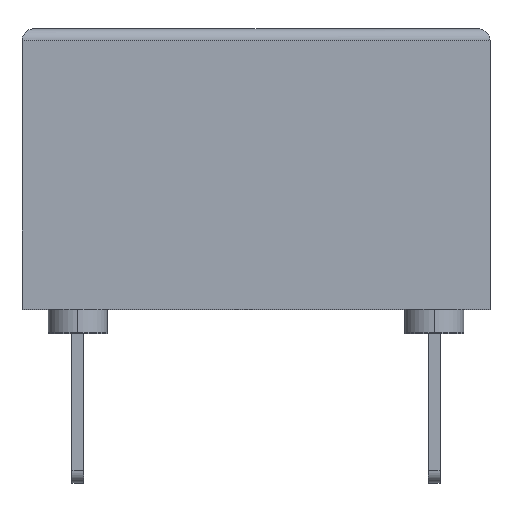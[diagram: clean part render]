
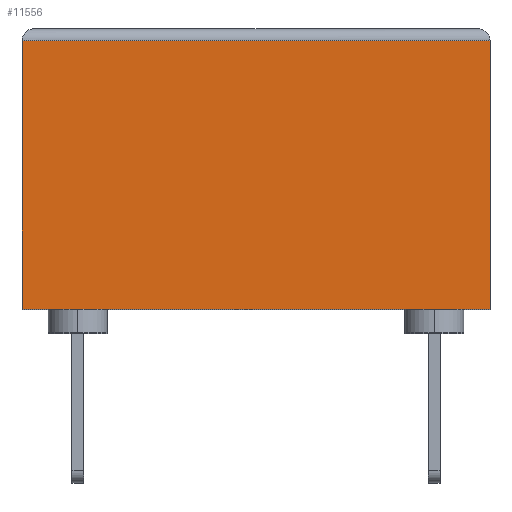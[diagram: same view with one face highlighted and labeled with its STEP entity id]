
A CAD part, top view. The second image highlights one B-rep face of the part: STEP entity #11556.
In plain terms, the highlighted planar face has unit normal (0, 0, 1).
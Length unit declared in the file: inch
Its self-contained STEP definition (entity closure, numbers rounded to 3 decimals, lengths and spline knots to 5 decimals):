
#206 = VECTOR ( 'NONE', #8140, 39.37008 ) ;
#714 = VERTEX_POINT ( 'NONE', #10635 ) ;
#1096 = EDGE_CURVE ( 'NONE', #714, #7937, #5063, .T. ) ;
#1351 = CARTESIAN_POINT ( 'NONE',  ( -0.047, 0.236, 0.297 ) ) ;
#1466 = CARTESIAN_POINT ( 'NONE',  ( 0.347, 0., 0.297 ) ) ;
#2209 = DIRECTION ( 'NONE',  ( 0., -1., 0. ) ) ;
#2341 = CARTESIAN_POINT ( 'NONE',  ( -0.047, 0., 0.297 ) ) ;
#3996 = EDGE_CURVE ( 'NONE', #4335, #714, #7694, .T. ) ;
#4335 = VERTEX_POINT ( 'NONE', #10823 ) ;
#4363 = DIRECTION ( 'NONE',  ( 0., 0., -1. ) ) ;
#4645 = LINE ( 'NONE', #10414, #9629 ) ;
#5063 = LINE ( 'NONE', #14904, #13086 ) ;
#5149 = ORIENTED_EDGE ( 'NONE', *, *, #1096, .T. ) ;
#6022 = EDGE_CURVE ( 'NONE', #7937, #10883, #18597, .T. ) ;
#7682 = PLANE ( 'NONE',  #19770 ) ;
#7694 = LINE ( 'NONE', #8013, #206 ) ;
#7937 = VERTEX_POINT ( 'NONE', #8876 ) ;
#8013 = CARTESIAN_POINT ( 'NONE',  ( -0.047, 0.226, 0.297 ) ) ;
#8140 = DIRECTION ( 'NONE',  ( -1., 0., 0. ) ) ;
#8876 = CARTESIAN_POINT ( 'NONE',  ( -0.047, 0., 0.297 ) ) ;
#9371 = EDGE_LOOP ( 'NONE', ( #12855, #13321, #5149, #16734 ) ) ;
#9629 = VECTOR ( 'NONE', #11962, 39.37008 ) ;
#10414 = CARTESIAN_POINT ( 'NONE',  ( 0.347, 0.236, 0.297 ) ) ;
#10635 = CARTESIAN_POINT ( 'NONE',  ( -0.047, 0.226, 0.297 ) ) ;
#10823 = CARTESIAN_POINT ( 'NONE',  ( 0.347, 0.226, 0.297 ) ) ;
#10883 = VERTEX_POINT ( 'NONE', #1466 ) ;
#10917 = FACE_OUTER_BOUND ( 'NONE', #9371, .T. ) ;
#11556 = ADVANCED_FACE ( 'NONE', ( #10917 ), #7682, .F. ) ;
#11962 = DIRECTION ( 'NONE',  ( 0., -1., 0. ) ) ;
#12855 = ORIENTED_EDGE ( 'NONE', *, *, #19350, .F. ) ;
#13086 = VECTOR ( 'NONE', #2209, 39.37008 ) ;
#13321 = ORIENTED_EDGE ( 'NONE', *, *, #3996, .T. ) ;
#13594 = DIRECTION ( 'NONE',  ( 1., 0., 0. ) ) ;
#14904 = CARTESIAN_POINT ( 'NONE',  ( -0.047, 0.236, 0.297 ) ) ;
#16734 = ORIENTED_EDGE ( 'NONE', *, *, #6022, .T. ) ;
#18084 = VECTOR ( 'NONE', #13594, 39.37008 ) ;
#18597 = LINE ( 'NONE', #2341, #18084 ) ;
#18879 = DIRECTION ( 'NONE',  ( -1., 0., 0. ) ) ;
#19350 = EDGE_CURVE ( 'NONE', #4335, #10883, #4645, .T. ) ;
#19770 = AXIS2_PLACEMENT_3D ( 'NONE', #1351, #4363, #18879 ) ;
